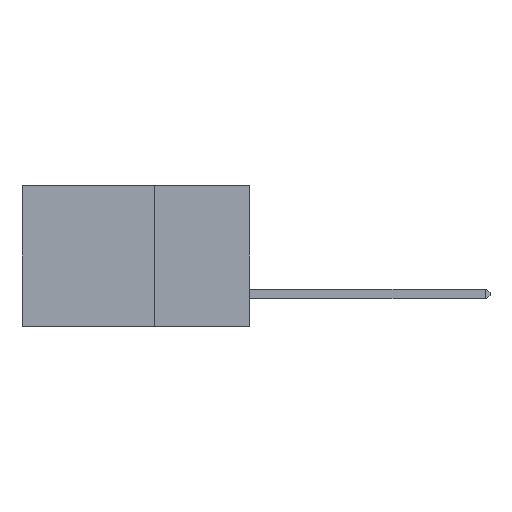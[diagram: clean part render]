
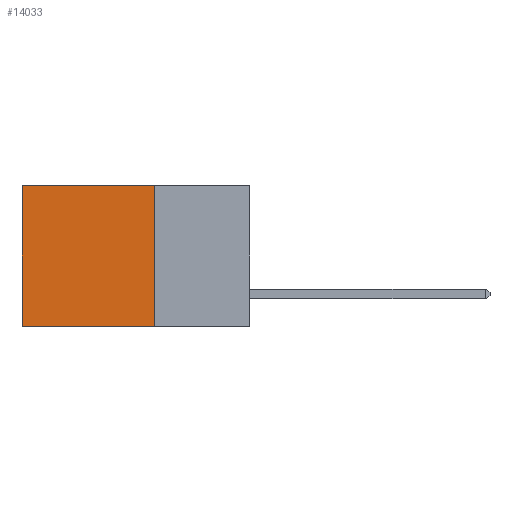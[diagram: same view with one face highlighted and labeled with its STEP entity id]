
A CAD part, left-side view. The second image highlights one B-rep face of the part: STEP entity #14033.
In plain terms, the highlighted planar face has unit normal (-1, 0, 0).
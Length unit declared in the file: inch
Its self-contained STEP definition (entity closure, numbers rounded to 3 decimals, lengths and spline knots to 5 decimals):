
#65 = CARTESIAN_POINT ( 'NONE',  ( 0.2875, 0.25, -0.37 ) ) ;
#138 = AXIS2_PLACEMENT_3D ( 'NONE', #13055, #5239, #14354 ) ;
#455 = VERTEX_POINT ( 'NONE', #65 ) ;
#1156 = VERTEX_POINT ( 'NONE', #4079 ) ;
#1249 = LINE ( 'NONE', #10514, #11654 ) ;
#1833 = EDGE_CURVE ( 'NONE', #1156, #455, #10957, .T. ) ;
#2003 = CARTESIAN_POINT ( 'NONE',  ( 0.2875, 0.25, 0. ) ) ;
#3446 = VECTOR ( 'NONE', #3572, 39.37008 ) ;
#3572 = DIRECTION ( 'NONE',  ( 0., 0., -1. ) ) ;
#3673 = LINE ( 'NONE', #12477, #13803 ) ;
#4079 = CARTESIAN_POINT ( 'NONE',  ( 0.2875, 0.25, 0. ) ) ;
#4148 = LINE ( 'NONE', #2003, #7424 ) ;
#4470 = VERTEX_POINT ( 'NONE', #13853 ) ;
#4728 = CARTESIAN_POINT ( 'NONE',  ( 0.2875, 0.6, 0. ) ) ;
#5239 = DIRECTION ( 'NONE',  ( 1., 0., 0. ) ) ;
#6120 = EDGE_CURVE ( 'NONE', #455, #4470, #1249, .T. ) ;
#7236 = ORIENTED_EDGE ( 'NONE', *, *, #1833, .F. ) ;
#7424 = VECTOR ( 'NONE', #12719, 39.37008 ) ;
#7854 = ORIENTED_EDGE ( 'NONE', *, *, #11756, .T. ) ;
#8295 = EDGE_CURVE ( 'NONE', #16321, #4470, #3673, .T. ) ;
#8696 = DIRECTION ( 'NONE',  ( 0., 0., -1. ) ) ;
#10514 = CARTESIAN_POINT ( 'NONE',  ( 0.2875, 0.25, -0.37 ) ) ;
#10957 = LINE ( 'NONE', #15652, #3446 ) ;
#11148 = FACE_OUTER_BOUND ( 'NONE', #17219, .T. ) ;
#11654 = VECTOR ( 'NONE', #14412, 39.37008 ) ;
#11756 = EDGE_CURVE ( 'NONE', #1156, #16321, #4148, .T. ) ;
#12477 = CARTESIAN_POINT ( 'NONE',  ( 0.2875, 0.6, 0. ) ) ;
#12719 = DIRECTION ( 'NONE',  ( 0., 1., 0. ) ) ;
#13055 = CARTESIAN_POINT ( 'NONE',  ( 0.2875, 0.25, 0. ) ) ;
#13193 = ORIENTED_EDGE ( 'NONE', *, *, #8295, .T. ) ;
#13803 = VECTOR ( 'NONE', #8696, 39.37008 ) ;
#13853 = CARTESIAN_POINT ( 'NONE',  ( 0.2875, 0.6, -0.37 ) ) ;
#14033 = ADVANCED_FACE ( 'NONE', ( #11148 ), #16883, .F. ) ;
#14354 = DIRECTION ( 'NONE',  ( 0., 0., -1. ) ) ;
#14365 = ORIENTED_EDGE ( 'NONE', *, *, #6120, .F. ) ;
#14412 = DIRECTION ( 'NONE',  ( 0., 1., 0. ) ) ;
#15652 = CARTESIAN_POINT ( 'NONE',  ( 0.2875, 0.25, 0. ) ) ;
#16321 = VERTEX_POINT ( 'NONE', #4728 ) ;
#16883 = PLANE ( 'NONE',  #138 ) ;
#17219 = EDGE_LOOP ( 'NONE', ( #13193, #14365, #7236, #7854 ) ) ;
